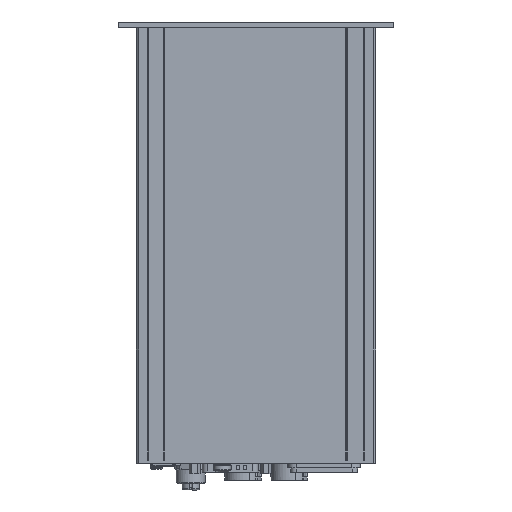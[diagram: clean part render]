
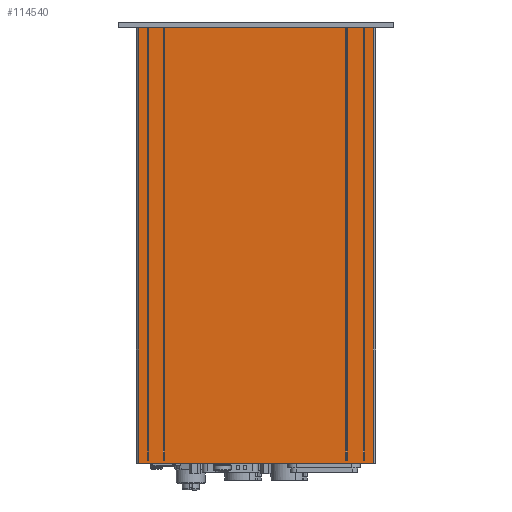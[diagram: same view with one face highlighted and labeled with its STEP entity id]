
A CAD part, left-side view. The second image highlights one B-rep face of the part: STEP entity #114540.
In plain terms, the highlighted planar face has unit normal (-1, 0, 0).
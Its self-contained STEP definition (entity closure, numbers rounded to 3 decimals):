
#2910=PLANE($,#122130);
#5778=LINE($,#153824,#17451);
#5827=LINE($,#153988,#17500);
#6663=LINE($,#156782,#18336);
#9279=LINE($,#174146,#20952);
#9288=LINE($,#174167,#20961);
#13807=LINE($,#202101,#25480);
#13808=LINE($,#202103,#25481);
#13809=LINE($,#202104,#25482);
#13810=LINE($,#202106,#25483);
#13811=LINE($,#202108,#25484);
#13812=LINE($,#202109,#25485);
#13813=LINE($,#202111,#25486);
#13814=LINE($,#202113,#25487);
#13815=LINE($,#202114,#25488);
#13816=LINE($,#202116,#25489);
#13817=LINE($,#202118,#25490);
#13818=LINE($,#202119,#25491);
#13819=LINE($,#202121,#25492);
#13820=LINE($,#202123,#25493);
#13821=LINE($,#202124,#25494);
#17451=VECTOR($,#125167,0.5);
#17500=VECTOR($,#125282,0.5);
#18336=VECTOR($,#127152,109.6);
#20952=VECTOR($,#133014,0.4);
#20961=VECTOR($,#133029,0.4);
#25480=VECTOR($,#144676,202.);
#25481=VECTOR($,#144677,6.75);
#25482=VECTOR($,#144678,202.);
#25483=VECTOR($,#144679,202.);
#25484=VECTOR($,#144680,4.3);
#25485=VECTOR($,#144681,203.5);
#25486=VECTOR($,#144682,203.5);
#25487=VECTOR($,#144683,4.3);
#25488=VECTOR($,#144684,202.);
#25489=VECTOR($,#144685,202.);
#25490=VECTOR($,#144686,7.6);
#25491=VECTOR($,#144687,202.);
#25492=VECTOR($,#144688,202.);
#25493=VECTOR($,#144689,84.85);
#25494=VECTOR($,#144690,202.);
#35037=FACE_OUTER_BOUND($,#41043,.T.);
#41043=EDGE_LOOP($,(#95819,#95820,#95821,#95822,#95823,#95824,#95825,#95826,
#95827,#95828,#95829,#95830,#95831,#95832,#95833,#95834,#95835,#95836,#95837,
#95838));
#46017=VERTEX_POINT($,#153821);
#46018=VERTEX_POINT($,#153823);
#46099=VERTEX_POINT($,#153985);
#46100=VERTEX_POINT($,#153987);
#46837=VERTEX_POINT($,#156779);
#46838=VERTEX_POINT($,#156781);
#49355=VERTEX_POINT($,#174142);
#49357=VERTEX_POINT($,#174145);
#49364=VERTEX_POINT($,#174163);
#49366=VERTEX_POINT($,#174166);
#53711=VERTEX_POINT($,#202100);
#53712=VERTEX_POINT($,#202102);
#53713=VERTEX_POINT($,#202105);
#53714=VERTEX_POINT($,#202107);
#53715=VERTEX_POINT($,#202110);
#53716=VERTEX_POINT($,#202112);
#53717=VERTEX_POINT($,#202115);
#53718=VERTEX_POINT($,#202117);
#53719=VERTEX_POINT($,#202120);
#53720=VERTEX_POINT($,#202122);
#56749=EDGE_CURVE($,#46017,#46018,#5778,.T.);
#56831=EDGE_CURVE($,#46099,#46100,#5827,.T.);
#57918=EDGE_CURVE($,#46838,#46837,#6663,.T.);
#61599=EDGE_CURVE($,#49355,#49357,#9279,.T.);
#61608=EDGE_CURVE($,#49364,#49366,#9288,.T.);
#68271=EDGE_CURVE($,#53711,#49364,#13807,.T.);
#68272=EDGE_CURVE($,#53712,#53711,#13808,.T.);
#68273=EDGE_CURVE($,#46100,#53712,#13809,.T.);
#68274=EDGE_CURVE($,#46099,#53713,#13810,.T.);
#68275=EDGE_CURVE($,#53714,#53713,#13811,.T.);
#68276=EDGE_CURVE($,#53714,#46838,#13812,.T.);
#68277=EDGE_CURVE($,#46837,#53715,#13813,.T.);
#68278=EDGE_CURVE($,#53716,#53715,#13814,.T.);
#68279=EDGE_CURVE($,#53716,#49357,#13815,.T.);
#68280=EDGE_CURVE($,#53717,#49355,#13816,.T.);
#68281=EDGE_CURVE($,#53718,#53717,#13817,.T.);
#68282=EDGE_CURVE($,#53718,#46018,#13818,.T.);
#68283=EDGE_CURVE($,#46017,#53719,#13819,.T.);
#68284=EDGE_CURVE($,#53720,#53719,#13820,.T.);
#68285=EDGE_CURVE($,#53720,#49366,#13821,.T.);
#95819=ORIENTED_EDGE($,*,*,#68271,.F.);
#95820=ORIENTED_EDGE($,*,*,#68272,.F.);
#95821=ORIENTED_EDGE($,*,*,#68273,.F.);
#95822=ORIENTED_EDGE($,*,*,#56831,.F.);
#95823=ORIENTED_EDGE($,*,*,#68274,.T.);
#95824=ORIENTED_EDGE($,*,*,#68275,.F.);
#95825=ORIENTED_EDGE($,*,*,#68276,.T.);
#95826=ORIENTED_EDGE($,*,*,#57918,.T.);
#95827=ORIENTED_EDGE($,*,*,#68277,.T.);
#95828=ORIENTED_EDGE($,*,*,#68278,.F.);
#95829=ORIENTED_EDGE($,*,*,#68279,.T.);
#95830=ORIENTED_EDGE($,*,*,#61599,.F.);
#95831=ORIENTED_EDGE($,*,*,#68280,.F.);
#95832=ORIENTED_EDGE($,*,*,#68281,.F.);
#95833=ORIENTED_EDGE($,*,*,#68282,.T.);
#95834=ORIENTED_EDGE($,*,*,#56749,.F.);
#95835=ORIENTED_EDGE($,*,*,#68283,.T.);
#95836=ORIENTED_EDGE($,*,*,#68284,.F.);
#95837=ORIENTED_EDGE($,*,*,#68285,.T.);
#95838=ORIENTED_EDGE($,*,*,#61608,.F.);
#114540=ADVANCED_FACE($,(#35037),#2910,.F.);
#122130=AXIS2_PLACEMENT_3D($,#202099,#144674,#144675);
#125167=DIRECTION($,(0.,-1.,0.));
#125282=DIRECTION($,(0.,-1.,0.));
#127152=DIRECTION($,(0.,-1.,0.));
#133014=DIRECTION($,(0.,-1.,0.));
#133029=DIRECTION($,(0.,-1.,0.));
#144674=DIRECTION('center_axis',(1.,0.,0.));
#144675=DIRECTION('ref_axis',(0.,0.,-1.));
#144676=DIRECTION($,(0.,0.,-1.));
#144677=DIRECTION($,(0.,-1.,0.));
#144678=DIRECTION($,(0.,0.,1.));
#144679=DIRECTION($,(0.,0.,1.));
#144680=DIRECTION($,(0.,-1.,0.));
#144681=DIRECTION($,(0.,0.,-1.));
#144682=DIRECTION($,(0.,0.,1.));
#144683=DIRECTION($,(0.,-1.,0.));
#144684=DIRECTION($,(0.,0.,-1.));
#144685=DIRECTION($,(0.,0.,-1.));
#144686=DIRECTION($,(0.,-1.,0.));
#144687=DIRECTION($,(0.,0.,-1.));
#144688=DIRECTION($,(0.,0.,1.));
#144689=DIRECTION($,(0.,-1.,0.));
#144690=DIRECTION($,(0.,0.,-1.));
#153821=CARTESIAN_POINT('',(-34.05,-42.,-204.5));
#153823=CARTESIAN_POINT('',(-34.05,-42.5,-204.5));
#153824=CARTESIAN_POINT($,(-34.05,54.8,-204.5));
#153985=CARTESIAN_POINT('',(-34.05,50.5,-204.5));
#153987=CARTESIAN_POINT('',(-34.05,50.,-204.5));
#153988=CARTESIAN_POINT($,(-34.05,54.8,-204.5));
#156779=CARTESIAN_POINT('',(-34.05,-54.8,-206.));
#156781=CARTESIAN_POINT('',(-34.05,54.8,-206.));
#156782=CARTESIAN_POINT($,(-34.05,54.8,-206.));
#174142=CARTESIAN_POINT('',(-34.05,-50.1,-204.5));
#174145=CARTESIAN_POINT('',(-34.05,-50.5,-204.5));
#174146=CARTESIAN_POINT($,(-34.05,54.8,-204.5));
#174163=CARTESIAN_POINT('',(-34.05,43.25,-204.5));
#174166=CARTESIAN_POINT('',(-34.05,42.85,-204.5));
#174167=CARTESIAN_POINT($,(-34.05,54.8,-204.5));
#202099=CARTESIAN_POINT('Origin',(-34.05,-42.,-204.5));
#202100=CARTESIAN_POINT('',(-34.05,43.25,-2.5));
#202101=CARTESIAN_POINT($,(-34.05,43.25,-2.5));
#202102=CARTESIAN_POINT('',(-34.05,50.,-2.5));
#202103=CARTESIAN_POINT($,(-34.05,-21.021,-2.5));
#202104=CARTESIAN_POINT($,(-34.05,50.,-204.5));
#202105=CARTESIAN_POINT('',(-34.05,50.5,-2.5));
#202106=CARTESIAN_POINT($,(-34.05,50.5,-204.5));
#202107=CARTESIAN_POINT('',(-34.05,54.8,-2.5));
#202108=CARTESIAN_POINT($,(-34.05,25.129,-2.5));
#202109=CARTESIAN_POINT($,(-34.05,54.8,-204.5));
#202110=CARTESIAN_POINT('',(-34.05,-54.8,-2.5));
#202111=CARTESIAN_POINT($,(-34.05,-54.8,-206.));
#202112=CARTESIAN_POINT('',(-34.05,-50.5,-2.5));
#202113=CARTESIAN_POINT($,(-34.05,-21.171,-2.5));
#202114=CARTESIAN_POINT($,(-34.05,-50.5,-2.5));
#202115=CARTESIAN_POINT('',(-34.05,-50.1,-2.5));
#202116=CARTESIAN_POINT($,(-34.05,-50.1,-2.5));
#202117=CARTESIAN_POINT('',(-34.05,-42.5,-2.5));
#202118=CARTESIAN_POINT($,(-34.05,-21.171,-2.5));
#202119=CARTESIAN_POINT($,(-34.05,-42.5,-2.5));
#202120=CARTESIAN_POINT('',(-34.05,-42.,-2.5));
#202121=CARTESIAN_POINT($,(-34.05,-42.,-204.5));
#202122=CARTESIAN_POINT('',(-34.05,42.85,-2.5));
#202123=CARTESIAN_POINT($,(-34.05,-21.021,-2.5));
#202124=CARTESIAN_POINT($,(-34.05,42.85,-2.5));
